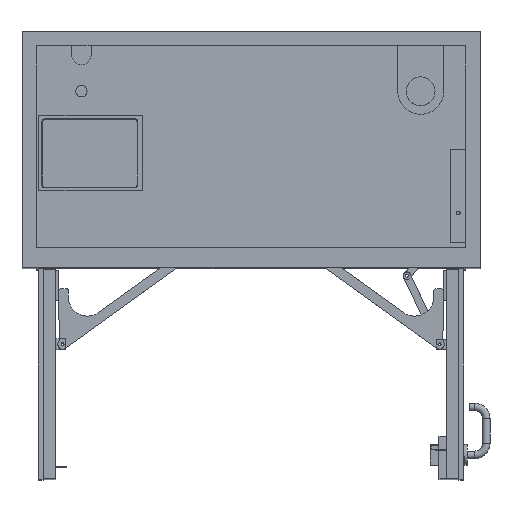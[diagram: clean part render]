
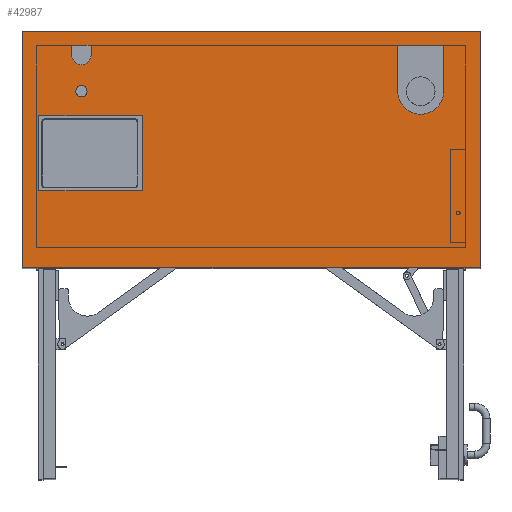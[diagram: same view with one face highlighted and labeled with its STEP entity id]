
A CAD part, top view. The second image highlights one B-rep face of the part: STEP entity #42987.
In plain terms, the highlighted planar face has unit normal (0, 0, 1).
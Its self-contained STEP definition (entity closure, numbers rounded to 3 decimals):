
#1071=FACE_BOUND('',#6889,.T.);
#1072=FACE_BOUND('',#6890,.T.);
#1073=FACE_BOUND('',#6891,.T.);
#1074=FACE_BOUND('',#6892,.T.);
#2430=PLANE('',#45581);
#4404=FACE_OUTER_BOUND('',#6888,.T.);
#6888=EDGE_LOOP('',(#36264,#36265,#36266,#36267));
#6889=EDGE_LOOP('',(#36268,#36269,#36270,#36271));
#6890=EDGE_LOOP('',(#36272,#36273,#36274,#36275));
#6891=EDGE_LOOP('',(#36276,#36277,#36278,#36279));
#6892=EDGE_LOOP('',(#36280));
#10856=LINE('',#68684,#15265);
#10924=LINE('',#68826,#15333);
#10931=LINE('',#68841,#15340);
#10935=LINE('',#68850,#15344);
#10938=LINE('',#68856,#15347);
#10941=LINE('',#68861,#15350);
#10980=LINE('',#68944,#15389);
#10982=LINE('',#68948,#15391);
#10983=LINE('',#68950,#15392);
#10988=LINE('',#68960,#15397);
#10990=LINE('',#68966,#15399);
#11025=LINE('',#69073,#15434);
#11027=LINE('',#69077,#15436);
#11029=LINE('',#69080,#15438);
#15265=VECTOR('',#53803,10.);
#15333=VECTOR('',#53915,10.);
#15340=VECTOR('',#53928,10.);
#15344=VECTOR('',#53934,10.);
#15347=VECTOR('',#53939,10.);
#15350=VECTOR('',#53944,10.);
#15389=VECTOR('',#54031,10.);
#15391=VECTOR('',#54035,10.);
#15392=VECTOR('',#54038,10.);
#15397=VECTOR('',#54047,10.);
#15399=VECTOR('',#54055,10.);
#15434=VECTOR('',#54182,10.);
#15436=VECTOR('',#54186,10.);
#15438=VECTOR('',#54190,10.);
#16916=CIRCLE('',#45497,60.);
#16919=CIRCLE('',#45531,25.);
#16920=CIRCLE('',#45534,14.5);
#20213=VERTEX_POINT('',#68681);
#20214=VERTEX_POINT('',#68683);
#20265=VERTEX_POINT('',#68823);
#20266=VERTEX_POINT('',#68825);
#20268=VERTEX_POINT('',#68831);
#20271=VERTEX_POINT('',#68839);
#20274=VERTEX_POINT('',#68847);
#20275=VERTEX_POINT('',#68849);
#20276=VERTEX_POINT('',#68853);
#20277=VERTEX_POINT('',#68855);
#20278=VERTEX_POINT('',#68859);
#20299=VERTEX_POINT('',#68946);
#20302=VERTEX_POINT('',#68958);
#20303=VERTEX_POINT('',#68962);
#20304=VERTEX_POINT('',#68969);
#20329=VERTEX_POINT('',#69072);
#20330=VERTEX_POINT('',#69076);
#25585=EDGE_CURVE('',#20214,#20213,#10856,.T.);
#25657=EDGE_CURVE('',#20266,#20265,#10924,.T.);
#25661=EDGE_CURVE('',#20265,#20268,#16916,.T.);
#25665=EDGE_CURVE('',#20268,#20271,#10931,.T.);
#25669=EDGE_CURVE('',#20275,#20274,#10935,.T.);
#25672=EDGE_CURVE('',#20277,#20276,#10938,.T.);
#25675=EDGE_CURVE('',#20276,#20278,#10941,.T.);
#25716=EDGE_CURVE('',#20271,#20266,#10980,.T.);
#25718=EDGE_CURVE('',#20278,#20299,#10982,.T.);
#25719=EDGE_CURVE('',#20299,#20277,#10983,.T.);
#25724=EDGE_CURVE('',#20274,#20302,#10988,.T.);
#25725=EDGE_CURVE('',#20303,#20275,#16919,.T.);
#25727=EDGE_CURVE('',#20302,#20303,#10990,.T.);
#25729=EDGE_CURVE('',#20304,#20304,#16920,.T.);
#25779=EDGE_CURVE('',#20329,#20214,#11025,.T.);
#25781=EDGE_CURVE('',#20330,#20329,#11027,.T.);
#25783=EDGE_CURVE('',#20213,#20330,#11029,.T.);
#36264=ORIENTED_EDGE('',*,*,#25585,.T.);
#36265=ORIENTED_EDGE('',*,*,#25783,.T.);
#36266=ORIENTED_EDGE('',*,*,#25781,.T.);
#36267=ORIENTED_EDGE('',*,*,#25779,.T.);
#36268=ORIENTED_EDGE('',*,*,#25661,.T.);
#36269=ORIENTED_EDGE('',*,*,#25665,.T.);
#36270=ORIENTED_EDGE('',*,*,#25716,.T.);
#36271=ORIENTED_EDGE('',*,*,#25657,.T.);
#36272=ORIENTED_EDGE('',*,*,#25718,.T.);
#36273=ORIENTED_EDGE('',*,*,#25719,.T.);
#36274=ORIENTED_EDGE('',*,*,#25672,.T.);
#36275=ORIENTED_EDGE('',*,*,#25675,.T.);
#36276=ORIENTED_EDGE('',*,*,#25724,.T.);
#36277=ORIENTED_EDGE('',*,*,#25727,.T.);
#36278=ORIENTED_EDGE('',*,*,#25725,.T.);
#36279=ORIENTED_EDGE('',*,*,#25669,.T.);
#36280=ORIENTED_EDGE('',*,*,#25729,.T.);
#42987=ADVANCED_FACE('',(#4404,#1071,#1072,#1073,#1074),#2430,.T.);
#45497=AXIS2_PLACEMENT_3D('',#68833,#53921,#53922);
#45531=AXIS2_PLACEMENT_3D('',#68963,#54050,#54051);
#45534=AXIS2_PLACEMENT_3D('',#68970,#54059,#54060);
#45581=AXIS2_PLACEMENT_3D('',#69081,#54191,#54192);
#53803=DIRECTION('',(1.,0.,0.));
#53915=DIRECTION('',(0.,-1.,0.));
#53921=DIRECTION('center_axis',(0.,0.,-1.));
#53922=DIRECTION('ref_axis',(-1.,0.,0.));
#53928=DIRECTION('',(0.,1.,0.));
#53934=DIRECTION('',(0.,1.,0.));
#53939=DIRECTION('',(0.,1.,0.));
#53944=DIRECTION('',(1.,0.,0.));
#54031=DIRECTION('',(1.,0.,0.));
#54035=DIRECTION('',(0.,-1.,0.));
#54038=DIRECTION('',(-1.,0.,0.));
#54047=DIRECTION('',(1.,0.,0.));
#54050=DIRECTION('center_axis',(0.,0.,-1.));
#54051=DIRECTION('ref_axis',(1.,0.,0.));
#54055=DIRECTION('',(0.,-1.,0.));
#54059=DIRECTION('center_axis',(0.,0.,-1.));
#54060=DIRECTION('ref_axis',(-1.,0.,0.));
#54182=DIRECTION('',(0.,-1.,0.));
#54186=DIRECTION('',(-1.,0.,0.));
#54190=DIRECTION('',(0.,1.,0.));
#54191=DIRECTION('center_axis',(0.,0.,1.));
#54192=DIRECTION('ref_axis',(1.,0.,0.));
#68681=CARTESIAN_POINT('',(596.88,-307.5,974.185));
#68683=CARTESIAN_POINT('',(-596.88,-307.5,974.185));
#68684=CARTESIAN_POINT('',(-596.88,-307.5,974.185));
#68823=CARTESIAN_POINT('',(502.,151.98,974.185));
#68825=CARTESIAN_POINT('',(502.,271.5,974.185));
#68826=CARTESIAN_POINT('',(502.,135.75,974.185));
#68831=CARTESIAN_POINT('',(382.,151.98,974.185));
#68833=CARTESIAN_POINT('Origin',(442.,151.98,974.185));
#68839=CARTESIAN_POINT('',(382.,271.5,974.185));
#68841=CARTESIAN_POINT('',(382.,75.99,974.185));
#68847=CARTESIAN_POINT('',(-467.,271.5,974.185));
#68849=CARTESIAN_POINT('',(-467.,246.,974.185));
#68850=CARTESIAN_POINT('',(-467.,123.,974.185));
#68853=CARTESIAN_POINT('',(-553.,87.98,974.185));
#68855=CARTESIAN_POINT('',(-553.,-107.02,974.185));
#68856=CARTESIAN_POINT('',(-553.,-53.51,974.185));
#68859=CARTESIAN_POINT('',(-283.,87.98,974.185));
#68861=CARTESIAN_POINT('',(-276.5,87.98,974.185));
#68944=CARTESIAN_POINT('',(191.,271.5,974.185));
#68946=CARTESIAN_POINT('',(-283.,-107.02,974.185));
#68948=CARTESIAN_POINT('',(-283.,43.99,974.185));
#68950=CARTESIAN_POINT('',(-141.5,-107.02,974.185));
#68958=CARTESIAN_POINT('',(-417.,271.5,974.185));
#68960=CARTESIAN_POINT('',(-233.5,271.5,974.185));
#68962=CARTESIAN_POINT('',(-417.,246.,974.185));
#68963=CARTESIAN_POINT('Origin',(-442.,246.,974.185));
#68966=CARTESIAN_POINT('',(-417.,135.75,974.185));
#68969=CARTESIAN_POINT('',(-427.5,151.98,974.185));
#68970=CARTESIAN_POINT('Origin',(-442.,151.98,974.185));
#69072=CARTESIAN_POINT('',(-596.88,307.5,974.185));
#69073=CARTESIAN_POINT('',(-596.88,307.5,974.185));
#69076=CARTESIAN_POINT('',(596.88,307.5,974.185));
#69077=CARTESIAN_POINT('',(596.88,307.5,974.185));
#69080=CARTESIAN_POINT('',(596.88,-307.5,974.185));
#69081=CARTESIAN_POINT('Origin',(0.,0.,
974.185));
